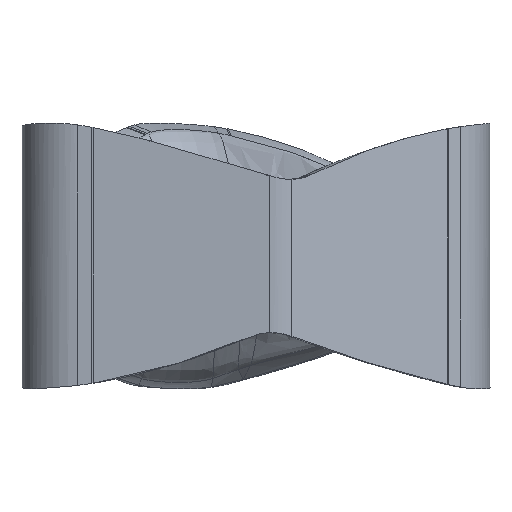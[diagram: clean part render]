
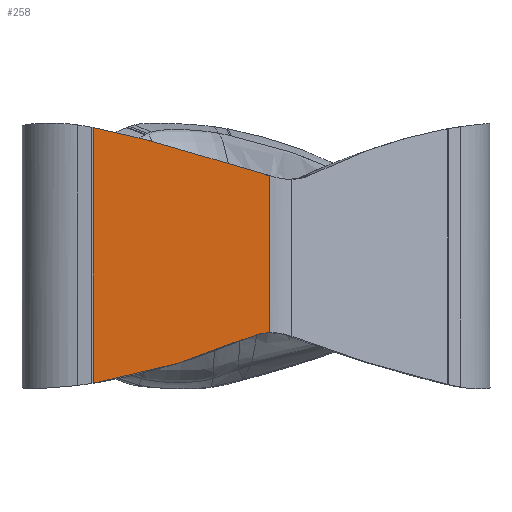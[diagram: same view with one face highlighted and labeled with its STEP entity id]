
A CAD part, front view. The second image highlights one B-rep face of the part: STEP entity #258.
In plain terms, the highlighted planar face has unit normal (-0.032, -1, 0).
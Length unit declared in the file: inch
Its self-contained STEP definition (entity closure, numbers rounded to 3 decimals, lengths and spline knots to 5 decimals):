
#258=ADVANCED_FACE('',(#437),#412,.T.);
#412=PLANE('',#2811);
#437=FACE_OUTER_BOUND('',#596,.T.);
#596=EDGE_LOOP('',(#803,#804,#805,#806,#807,#808));
#803=ORIENTED_EDGE('',*,*,#1796,.F.);
#804=ORIENTED_EDGE('',*,*,#1797,.F.);
#805=ORIENTED_EDGE('',*,*,#1787,.T.);
#806=ORIENTED_EDGE('',*,*,#1795,.F.);
#807=ORIENTED_EDGE('',*,*,#1798,.F.);
#808=ORIENTED_EDGE('',*,*,#1799,.F.);
#1550=VERTEX_POINT('',#4078);
#1551=VERTEX_POINT('',#4079);
#1555=VERTEX_POINT('',#4265);
#1556=VERTEX_POINT('',#4454);
#1557=VERTEX_POINT('',#4455);
#1558=VERTEX_POINT('',#4470);
#1787=EDGE_CURVE('',#1550,#1551,#2159,.T.);
#1795=EDGE_CURVE('',#1555,#1551,#2468,.T.);
#1796=EDGE_CURVE('',#1556,#1557,#2161,.T.);
#1797=EDGE_CURVE('',#1550,#1556,#2469,.T.);
#1798=EDGE_CURVE('',#1558,#1555,#2470,.T.);
#1799=EDGE_CURVE('',#1557,#1558,#2471,.T.);
#2159=LINE('',#4077,#2240);
#2161=LINE('',#4453,#2242);
#2240=VECTOR('',#2947,1.);
#2242=VECTOR('',#2951,1.);
#2468=B_SPLINE_CURVE_WITH_KNOTS('',3,(#4266,#4267,#4268,#4269,#4270,#4271,
#4272,#4273,#4274,#4275,#4276,#4277,#4278,#4279,#4280,#4281,#4282,#4283,
#4284,#4285,#4286,#4287,#4288,#4289,#4290,#4291,#4292,#4293,#4294,#4295,
#4296,#4297,#4298,#4299,#4300),.UNSPECIFIED.,.F.,.F.,(4,3,1,1,1,1,1,1,1,
1,1,1,1,1,1,1,1,1,1,1,1,1,1,1,1,1,1,1,1,1,4),(0.,0.00001,0.02298,
0.0695,0.11603,0.16255,0.16896,
0.20908,0.2556,0.30213,0.3379,
0.34865,0.39518,0.42237,0.4417,0.50684,
0.53475,0.59131,0.6278,0.67578,
0.72085,0.76025,0.8139,0.84472,
0.86043,0.90695,0.92919,0.95348,
0.97674,0.98837,1.),.UNSPECIFIED.);
#2469=B_SPLINE_CURVE_WITH_KNOTS('',3,(#4456,#4457,#4458,#4459,#4460,#4461,
#4462,#4463),.UNSPECIFIED.,.F.,.F.,(4,2,2,4),(0.,0.25,0.5,1.),
 .UNSPECIFIED.);
#2470=B_SPLINE_CURVE_WITH_KNOTS('',3,(#4464,#4465,#4466,#4467,#4468,#4469),
 .UNSPECIFIED.,.F.,.F.,(4,1,1,4),(0.,0.33333,0.66667,1.),
 .UNSPECIFIED.);
#2471=B_SPLINE_CURVE_WITH_KNOTS('',3,(#4471,#4472,#4473,#4474,#4475,#4476,
#4477,#4478,#4479,#4480,#4481,#4482,#4483,#4484,#4485,#4486),
 .UNSPECIFIED.,.F.,.F.,(4,3,3,3,3,4),(0.,0.35932,0.67965,
0.83983,0.91991,1.),.UNSPECIFIED.);
#2811=AXIS2_PLACEMENT_3D('',#4487,#2952,#2953);
#2947=DIRECTION('',(0.,0.,1.));
#2951=DIRECTION('',(0.,0.,1.));
#2952=DIRECTION('',(-0.032,-0.999,0.));
#2953=DIRECTION('',(-0.999,0.032,0.));
#4077=CARTESIAN_POINT('',(0.04985,-0.27733,-0.00375));
#4078=CARTESIAN_POINT('',(0.04985,-0.27733,-0.00375));
#4079=CARTESIAN_POINT('',(0.04985,-0.27733,0.20575));
#4265=CARTESIAN_POINT('',(-0.10875,-0.27225,0.25184));
#4266=CARTESIAN_POINT('',(-0.10875,-0.27225,0.25184));
#4267=CARTESIAN_POINT('',(-0.10875,-0.27225,0.25184));
#4268=CARTESIAN_POINT('',(-0.10875,-0.27225,0.25184));
#4269=CARTESIAN_POINT('',(-0.10875,-0.27225,0.25184));
#4270=CARTESIAN_POINT('',(-0.10725,-0.2723,0.25147));
#4271=CARTESIAN_POINT('',(-0.10269,-0.27244,0.25032));
#4272=CARTESIAN_POINT('',(-0.09476,-0.2727,0.24832));
#4273=CARTESIAN_POINT('',(-0.08476,-0.27302,0.24574));
#4274=CARTESIAN_POINT('',(-0.07735,-0.27326,0.24379));
#4275=CARTESIAN_POINT('',(-0.07038,-0.27348,0.24193));
#4276=CARTESIAN_POINT('',(-0.06339,-0.2737,0.24006));
#4277=CARTESIAN_POINT('',(-0.05361,-0.27402,0.23738));
#4278=CARTESIAN_POINT('',(-0.04459,-0.2743,0.23487));
#4279=CARTESIAN_POINT('',(-0.03847,-0.2745,0.23314));
#4280=CARTESIAN_POINT('',(-0.03255,-0.27469,0.23145));
#4281=CARTESIAN_POINT('',(-0.0274,-0.27485,0.22996));
#4282=CARTESIAN_POINT('',(-0.022,-0.27503,0.22838));
#4283=CARTESIAN_POINT('',(-0.01571,-0.27523,0.22653));
#4284=CARTESIAN_POINT('',(-0.00972,-0.27542,0.22474));
#4285=CARTESIAN_POINT('',(-0.00219,-0.27566,0.22246));
#4286=CARTESIAN_POINT('',(0.00358,-0.27585,0.22069));
#4287=CARTESIAN_POINT('',(0.00996,-0.27605,0.21871));
#4288=CARTESIAN_POINT('',(0.01553,-0.27623,0.21696));
#4289=CARTESIAN_POINT('',(0.02094,-0.2764,0.21525));
#4290=CARTESIAN_POINT('',(0.02631,-0.27657,0.21353));
#4291=CARTESIAN_POINT('',(0.03089,-0.27672,0.21204));
#4292=CARTESIAN_POINT('',(0.03442,-0.27683,0.21089));
#4293=CARTESIAN_POINT('',(0.03762,-0.27694,0.20983));
#4294=CARTESIAN_POINT('',(0.04043,-0.27703,0.2089));
#4295=CARTESIAN_POINT('',(0.04342,-0.27712,0.2079));
#4296=CARTESIAN_POINT('',(0.04561,-0.27719,0.20717));
#4297=CARTESIAN_POINT('',(0.04742,-0.27725,0.20655));
#4298=CARTESIAN_POINT('',(0.04882,-0.27729,0.20608));
#4299=CARTESIAN_POINT('',(0.0495,-0.27732,0.20586));
#4300=CARTESIAN_POINT('',(0.04985,-0.27733,0.20575));
#4453=CARTESIAN_POINT('',(-0.1853,-0.2698,2.58785));
#4454=CARTESIAN_POINT('',(-0.1853,-0.2698,-0.07131));
#4455=CARTESIAN_POINT('',(-0.1853,-0.2698,0.26963));
#4456=CARTESIAN_POINT('',(0.04985,-0.27733,-0.00375));
#4457=CARTESIAN_POINT('',(0.02897,-0.27666,-0.00417));
#4458=CARTESIAN_POINT('',(0.01077,-0.27608,-0.01456));
#4459=CARTESIAN_POINT('',(-0.02724,-0.27486,-0.02972));
#4460=CARTESIAN_POINT('',(-0.04648,-0.27424,-0.0366));
#4461=CARTESIAN_POINT('',(-0.1049,-0.27237,-0.05513));
#4462=CARTESIAN_POINT('',(-0.14485,-0.27109,-0.06471));
#4463=CARTESIAN_POINT('',(-0.1853,-0.2698,-0.07131));
#4464=CARTESIAN_POINT('',(-0.13798,-0.27131,0.25893));
#4465=CARTESIAN_POINT('',(-0.13473,-0.27142,0.25816));
#4466=CARTESIAN_POINT('',(-0.12823,-0.27163,0.25661));
#4467=CARTESIAN_POINT('',(-0.11848,-0.27194,0.25425));
#4468=CARTESIAN_POINT('',(-0.11199,-0.27215,0.25265));
#4469=CARTESIAN_POINT('',(-0.10875,-0.27225,0.25184));
#4470=CARTESIAN_POINT('',(-0.13798,-0.27131,0.25893));
#4471=CARTESIAN_POINT('',(-0.1853,-0.2698,0.26962));
#4472=CARTESIAN_POINT('',(-0.17962,-0.26998,0.2684));
#4473=CARTESIAN_POINT('',(-0.17395,-0.27016,0.26715));
#4474=CARTESIAN_POINT('',(-0.16828,-0.27034,0.26589));
#4475=CARTESIAN_POINT('',(-0.16322,-0.27051,0.26476));
#4476=CARTESIAN_POINT('',(-0.15817,-0.27067,0.26362));
#4477=CARTESIAN_POINT('',(-0.15312,-0.27083,0.26246));
#4478=CARTESIAN_POINT('',(-0.1506,-0.27091,0.26188));
#4479=CARTESIAN_POINT('',(-0.14807,-0.27099,0.26129));
#4480=CARTESIAN_POINT('',(-0.14555,-0.27107,0.2607));
#4481=CARTESIAN_POINT('',(-0.14429,-0.27111,0.26041));
#4482=CARTESIAN_POINT('',(-0.14303,-0.27115,0.26012));
#4483=CARTESIAN_POINT('',(-0.14177,-0.27119,0.25982));
#4484=CARTESIAN_POINT('',(-0.14051,-0.27123,0.25953));
#4485=CARTESIAN_POINT('',(-0.13925,-0.27127,0.25923));
#4486=CARTESIAN_POINT('',(-0.13798,-0.27131,0.25893));
#4487=CARTESIAN_POINT('',(-0.18633,-0.26977,-0.2967));
